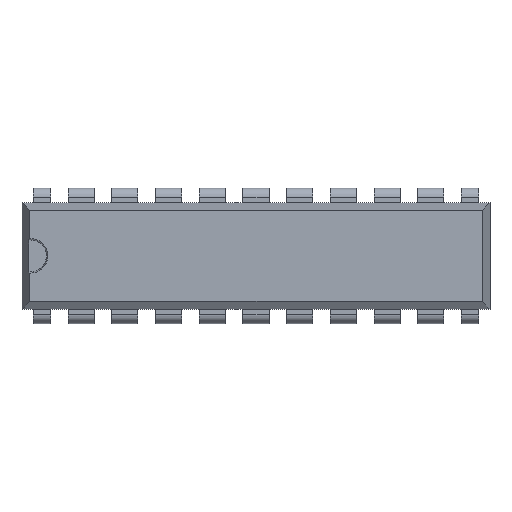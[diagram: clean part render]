
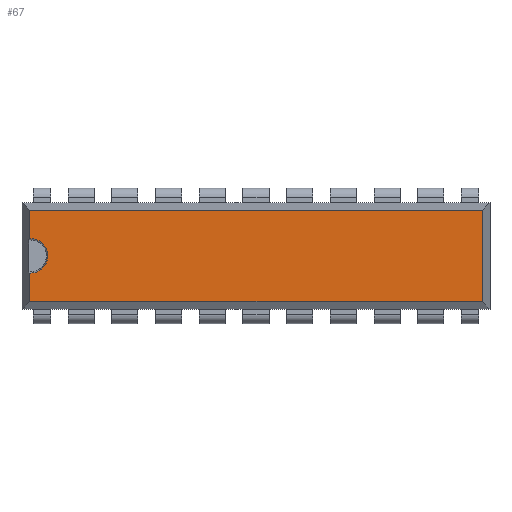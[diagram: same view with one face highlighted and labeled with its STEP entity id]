
A CAD part, top view. The second image highlights one B-rep face of the part: STEP entity #67.
In plain terms, the highlighted planar face has unit normal (0, 0, 1).
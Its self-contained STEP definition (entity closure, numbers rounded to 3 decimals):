
#67=ADVANCED_FACE('',(#3125),#3127,.T.);
#3125=FACE_BOUND('',#3126,.T.);
#3126=EDGE_LOOP('',(#5550,#5551,#5552,#5553,#5554,#5555,#5556,#5557));
#3127=PLANE('',#3128);
#3128=AXIS2_PLACEMENT_3D('',#3129,#3130,#3131);
#3129=CARTESIAN_POINT('',(1.27,0.71,4.36));
#3130=DIRECTION('',(0.,-0.,1.));
#3131=DIRECTION('',(0.,1.,0.));
#5550=ORIENTED_EDGE('',*,*,#7430,.T.);
#5551=ORIENTED_EDGE('',*,*,#7429,.F.);
#5552=ORIENTED_EDGE('',*,*,#7431,.F.);
#5553=ORIENTED_EDGE('',*,*,#7432,.T.);
#5554=ORIENTED_EDGE('',*,*,#7433,.T.);
#5555=ORIENTED_EDGE('',*,*,#7425,.F.);
#5556=ORIENTED_EDGE('',*,*,#7434,.T.);
#5557=ORIENTED_EDGE('',*,*,#7435,.T.);
#7425=EDGE_CURVE('',#8367,#8369,#8370,.T.);
#7429=EDGE_CURVE('',#8375,#8362,#8377,.T.);
#7430=EDGE_CURVE('',#8378,#8362,#8379,.F.);
#7431=EDGE_CURVE('',#8380,#8375,#8381,.T.);
#7432=EDGE_CURVE('',#8380,#8382,#8383,.T.);
#7433=EDGE_CURVE('',#8382,#8369,#8384,.T.);
#7434=EDGE_CURVE('',#8367,#8385,#8386,.F.);
#7435=EDGE_CURVE('',#8385,#8378,#8387,.F.);
#8362=VERTEX_POINT('',#9926);
#8367=VERTEX_POINT('',#9935);
#8369=VERTEX_POINT('',#9939);
#8370=LINE('',#9940,#9941);
#8375=VERTEX_POINT('',#9951);
#8377=LINE('',#9955,#9956);
#8378=VERTEX_POINT('',#9958);
#8379=LINE('',#9959,#9960);
#8380=VERTEX_POINT('',#9962);
#8381=LINE('',#9963,#9964);
#8382=VERTEX_POINT('',#9966);
#8383=LINE('',#9967,#9968);
#8384=LINE('',#9970,#9971);
#8385=VERTEX_POINT('',#9973);
#8386=LINE('',#9974,#9975);
#8387=CIRCLE('',#9977,1.);
#9926=CARTESIAN_POINT('',(-0.45,2.81,4.36));
#9935=CARTESIAN_POINT('',(-0.45,4.81,4.36));
#9939=CARTESIAN_POINT('',(-0.45,6.46,4.36));
#9940=CARTESIAN_POINT('',(-0.45,4.81,4.36));
#9941=VECTOR('',#9942,1.);
#9942=DIRECTION('',(0.,1.,0.));
#9951=CARTESIAN_POINT('',(-0.45,1.16,4.36));
#9955=CARTESIAN_POINT('',(-0.45,1.16,4.36));
#9956=VECTOR('',#9957,1.);
#9957=DIRECTION('',(0.,1.,0.));
#9958=CARTESIAN_POINT('',(-0.4,2.81,4.36));
#9959=CARTESIAN_POINT('',(-0.45,2.81,4.36));
#9960=VECTOR('',#9961,1.);
#9961=DIRECTION('',(1.,0.,0.));
#9962=CARTESIAN_POINT('',(25.85,1.16,4.36));
#9963=CARTESIAN_POINT('',(25.85,1.16,4.36));
#9964=VECTOR('',#9965,1.);
#9965=DIRECTION('',(-1.,0.,0.));
#9966=CARTESIAN_POINT('',(25.85,6.46,4.36));
#9967=CARTESIAN_POINT('',(25.85,1.16,4.36));
#9968=VECTOR('',#9969,1.);
#9969=DIRECTION('',(0.,1.,0.));
#9970=CARTESIAN_POINT('',(25.85,6.46,4.36));
#9971=VECTOR('',#9972,1.);
#9972=DIRECTION('',(-1.,0.,0.));
#9973=CARTESIAN_POINT('',(-0.4,4.81,4.36));
#9974=CARTESIAN_POINT('',(-0.4,4.81,4.36));
#9975=VECTOR('',#9976,1.);
#9976=DIRECTION('',(-1.,0.,0.));
#9977=AXIS2_PLACEMENT_3D('',#9978,#9979,#9980);
#9978=CARTESIAN_POINT('',(-0.4,3.81,4.36));
#9979=DIRECTION('',(0.,0.,1.));
#9980=DIRECTION('',(0.,-1.,0.));
